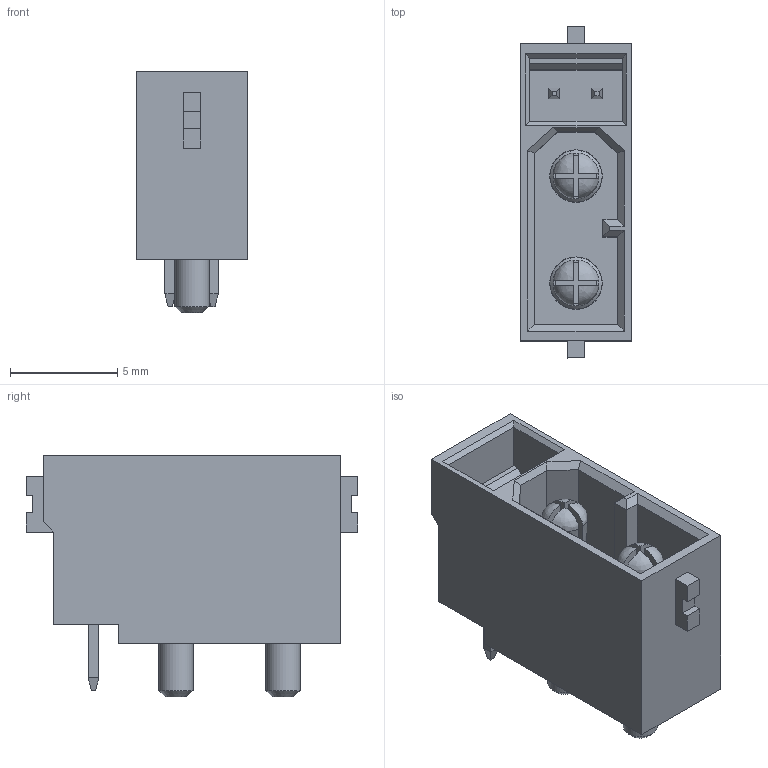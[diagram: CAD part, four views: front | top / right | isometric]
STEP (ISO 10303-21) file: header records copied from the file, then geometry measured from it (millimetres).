
FILE_DESCRIPTION(/* description */ (''),/* implementation_level */ '2;1');
FILE_NAME(/* name */ 'XT-30 2+2.step',/* time_stamp */ '2024-03-07T11:00:17+01:00',/* author */ (''),/* organization */ (''),/* preprocessor_version */ 'ST-DEVELOPER v20',/* originating_system */ 'Autodesk Translation Framework v12.20.1.177',/* authorisation */ '');
FILE_SCHEMA (('AUTOMOTIVE_DESIGN { 1 0 10303 214 3 1 1 }'));
Length unit declared in the file: millimetre
Products named in the file (3): (Nicht gespeichert); P1; XT30PB(2+2)-M_3D_DRAWING
Assembly tree (2 placements, depth 3):
  (Nicht gespeichert)
    P1
      XT30PB(2+2)-M_3D_DRAWING
Bounding box: 5.2 x 15.5 x 11.3 mm (x, y, z)
Volume: 351.7 mm3; surface area: 963.7 mm2
Topology: 1 solids, 1 shells, 658 faces, 1858 edges, 1148 vertices
Faces by surface type: plane 415, cone 132, cylinder 103, bspline 8
Full cylindrical faces by diameter (mm): 1.6 x2, 1.9 x2, 2 x2, 2.3 x2, 2.45 x4
Entity records: 22492 total; most frequent: CARTESIAN_POINT 5505, ORIENTED_EDGE 3716, DIRECTION 3342, EDGE_CURVE 1858, AXIS2_PLACEMENT_3D 1181, VERTEX_POINT 1148, LINE 980, VECTOR 980
